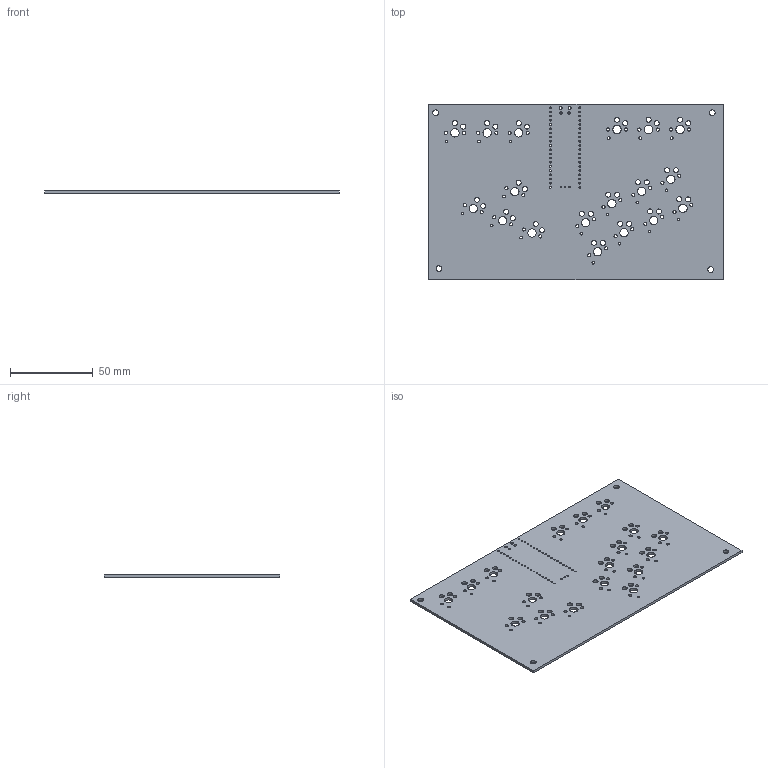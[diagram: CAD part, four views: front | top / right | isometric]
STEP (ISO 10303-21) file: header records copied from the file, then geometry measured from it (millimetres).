
FILE_DESCRIPTION(('KiCad electronic assembly'),'2;1');
FILE_NAME('NanoSwap.step','2023-08-06T16:06:14',('Pcbnew'),('Kicad'), 'Open CASCADE STEP processor 7.6','KiCad to STEP converter','Unknown' );
FILE_SCHEMA(('AUTOMOTIVE_DESIGN { 1 0 10303 214 1 1 1 1 }'));
Length unit declared in the file: millimetre
Products named in the file (2): NanoSwap 1; NanoSwap PCB
Assembly tree (1 placements, depth 2):
  NanoSwap 1
    NanoSwap PCB
Bounding box: 178.31 x 106.17 x 1.58 mm (x, y, z)
Volume: 28577.9 mm3; surface area: 38872.1 mm2
Topology: 1 solids, 1 shells, 165 faces, 489 edges, 326 vertices
Faces by surface type: cylinder 159, plane 6
Full cylindrical faces by diameter (mm): 1.02 x43, 1.5 x2, 1.6 x18, 1.8 x2, 1.9 x36, 3.05 x36, 3.5 x4, 5.05 x18
Entity records: 13715 total; most frequent: CARTESIAN_POINT 3868, DIRECTION 1801, ORIENTED_EDGE 978, PCURVE 978, DEFINITIONAL_REPRESENTATION 978, LINE 831, VECTOR 831, EDGE_CURVE 489
